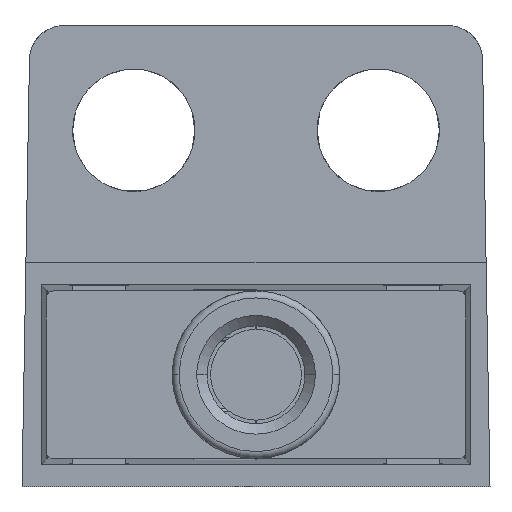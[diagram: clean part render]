
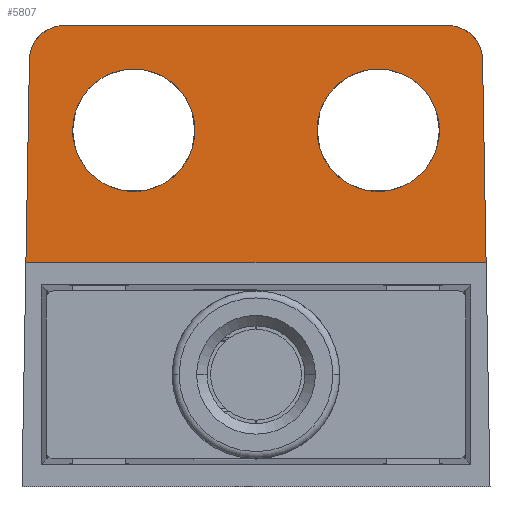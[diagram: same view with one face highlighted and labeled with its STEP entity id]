
A CAD part, front view. The second image highlights one B-rep face of the part: STEP entity #5807.
In plain terms, the highlighted planar face has unit normal (0, -1, 0.018).
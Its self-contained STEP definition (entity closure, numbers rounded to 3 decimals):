
#3450=DIRECTION('',(-0.017,-0.017,-1.));
#3451=VECTOR('',#3450,5.819);
#3452=CARTESIAN_POINT('',(-6.487,-14.298,
9.017));
#3453=LINE('',#3452,#3451);
#3482=CARTESIAN_POINT('',(-5.487,-14.281,10.));
#3483=CARTESIAN_POINT('',(-5.651,-14.281,10.));
#3484=CARTESIAN_POINT('',(-5.909,-14.283,
9.93));
#3485=CARTESIAN_POINT('',(-6.202,-14.286,
9.728));
#3486=CARTESIAN_POINT('',(-6.409,-14.291,
9.438));
#3487=CARTESIAN_POINT('',(-6.484,-14.296,
9.181));
#3488=CARTESIAN_POINT('',(-6.487,-14.298,
9.017));
#3494=CARTESIAN_POINT('',(5.487,-14.281,10.));
#3495=CARTESIAN_POINT('',(5.651,-14.281,10.));
#3496=CARTESIAN_POINT('',(5.909,-14.283,9.93));
#3497=CARTESIAN_POINT('',(6.202,-14.286,9.728));
#3498=CARTESIAN_POINT('',(6.409,-14.291,9.438));
#3499=CARTESIAN_POINT('',(6.484,-14.296,9.181));
#3500=CARTESIAN_POINT('',(6.487,-14.298,9.017));
#3502=DIRECTION('',(0.017,-0.017,-1.));
#3503=VECTOR('',#3502,5.819);
#3504=CARTESIAN_POINT('',(6.487,-14.298,9.017));
#3505=LINE('',#3504,#3503);
#3506=DIRECTION('',(-1.,0.,0.));
#3507=VECTOR('',#3506,13.177);
#3508=CARTESIAN_POINT('',(6.588,-14.4,3.2));
#3509=LINE('',#3508,#3507);
#3510=CARTESIAN_POINT('',(1.749,-14.334,7.));
#3511=CARTESIAN_POINT('',(1.749,-14.337,6.794));
#3512=CARTESIAN_POINT('',(1.824,-14.345,6.348));
#3513=CARTESIAN_POINT('',(2.225,-14.356,5.725));
#3514=CARTESIAN_POINT('',(2.743,-14.362,5.391));
#3515=CARTESIAN_POINT('',(3.184,-14.364,5.268));
#3516=CARTESIAN_POINT('',(3.5,-14.364,5.24));
#3517=CARTESIAN_POINT('',(3.816,-14.364,5.268));
#3518=CARTESIAN_POINT('',(4.257,-14.362,5.391));
#3519=CARTESIAN_POINT('',(4.775,-14.356,5.725));
#3520=CARTESIAN_POINT('',(5.176,-14.345,6.348));
#3521=CARTESIAN_POINT('',(5.251,-14.337,6.794));
#3522=CARTESIAN_POINT('',(5.251,-14.334,7.));
#4838=DIRECTION('',(-1.,0.,0.));
#4839=VECTOR('',#4838,10.974);
#4840=CARTESIAN_POINT('',(5.487,-14.281,10.));
#4841=LINE('',#4840,#4839);
#4850=CARTESIAN_POINT('',(1.749,-14.334,7.));
#4851=CARTESIAN_POINT('',(1.749,-14.33,7.206));
#4852=CARTESIAN_POINT('',(1.823,-14.322,7.652));
#4853=CARTESIAN_POINT('',(2.225,-14.311,8.276));
#4854=CARTESIAN_POINT('',(2.743,-14.306,8.61));
#4855=CARTESIAN_POINT('',(3.184,-14.303,8.733));
#4856=CARTESIAN_POINT('',(3.5,-14.303,8.761));
#4857=CARTESIAN_POINT('',(3.816,-14.303,8.733));
#4858=CARTESIAN_POINT('',(4.257,-14.306,8.61));
#4859=CARTESIAN_POINT('',(4.775,-14.311,8.276));
#4860=CARTESIAN_POINT('',(5.177,-14.322,7.652));
#4861=CARTESIAN_POINT('',(5.251,-14.33,7.206));
#4862=CARTESIAN_POINT('',(5.251,-14.334,7.));
#4880=CARTESIAN_POINT('',(-1.749,-14.334,7.));
#4881=CARTESIAN_POINT('',(-1.749,-14.337,
6.794));
#4882=CARTESIAN_POINT('',(-1.824,-14.345,
6.348));
#4883=CARTESIAN_POINT('',(-2.225,-14.356,
5.725));
#4884=CARTESIAN_POINT('',(-2.743,-14.362,
5.391));
#4885=CARTESIAN_POINT('',(-3.184,-14.364,
5.268));
#4886=CARTESIAN_POINT('',(-3.5,-14.364,5.24));
#4887=CARTESIAN_POINT('',(-3.816,-14.364,
5.268));
#4888=CARTESIAN_POINT('',(-4.257,-14.362,
5.391));
#4889=CARTESIAN_POINT('',(-4.775,-14.356,
5.725));
#4890=CARTESIAN_POINT('',(-5.176,-14.345,
6.348));
#4891=CARTESIAN_POINT('',(-5.251,-14.337,
6.794));
#4892=CARTESIAN_POINT('',(-5.251,-14.334,7.));
#4894=CARTESIAN_POINT('',(-5.251,-14.334,7.));
#4895=CARTESIAN_POINT('',(-5.251,-14.33,
7.206));
#4896=CARTESIAN_POINT('',(-5.177,-14.322,
7.652));
#4897=CARTESIAN_POINT('',(-4.775,-14.311,
8.276));
#4898=CARTESIAN_POINT('',(-4.257,-14.306,
8.61));
#4899=CARTESIAN_POINT('',(-3.816,-14.303,
8.733));
#4900=CARTESIAN_POINT('',(-3.5,-14.303,8.761));
#4901=CARTESIAN_POINT('',(-3.184,-14.303,
8.733));
#4902=CARTESIAN_POINT('',(-2.743,-14.306,
8.61));
#4903=CARTESIAN_POINT('',(-2.225,-14.311,
8.276));
#4904=CARTESIAN_POINT('',(-1.823,-14.322,
7.652));
#4905=CARTESIAN_POINT('',(-1.749,-14.33,
7.206));
#4906=CARTESIAN_POINT('',(-1.749,-14.334,7.));
#5186=CARTESIAN_POINT('',(6.588,-14.4,3.2));
#5188=VERTEX_POINT('',#5186);
#5191=CARTESIAN_POINT('',(-6.588,-14.4,3.2));
#5192=VERTEX_POINT('',#5191);
#5348=CARTESIAN_POINT('',(6.487,-14.298,9.017));
#5350=VERTEX_POINT('',#5348);
#5381=VERTEX_POINT('',#3510);
#5382=VERTEX_POINT('',#3522);
#5385=VERTEX_POINT('',#3494);
#5386=VERTEX_POINT('',#3482);
#5387=VERTEX_POINT('',#3488);
#5390=VERTEX_POINT('',#4880);
#5391=VERTEX_POINT('',#4892);
#5780=CARTESIAN_POINT('',(0.,-14.341,6.6));
#5781=DIRECTION('',(0.,1.,-0.017));
#5782=DIRECTION('',(-1.,0.,0.));
#5783=AXIS2_PLACEMENT_3D('',#5780,#5781,#5782);
#5784=PLANE('',#5783);
#5785=ORIENTED_EDGE('',*,*,#5500,.T.);
#5786=ORIENTED_EDGE('',*,*,#5487,.T.);
#5788=ORIENTED_EDGE('',*,*,#5787,.T.);
#5789=ORIENTED_EDGE('',*,*,#5744,.F.);
#5790=ORIENTED_EDGE('',*,*,#5771,.F.);
#5792=ORIENTED_EDGE('',*,*,#5791,.F.);
#5793=EDGE_LOOP('',(#5785,#5786,#5788,#5789,#5790,#5792));
#5794=FACE_OUTER_BOUND('',#5793,.F.);
#5796=ORIENTED_EDGE('',*,*,#5795,.T.);
#5798=ORIENTED_EDGE('',*,*,#5797,.F.);
#5799=EDGE_LOOP('',(#5796,#5798));
#5800=FACE_BOUND('',#5799,.F.);
#5802=ORIENTED_EDGE('',*,*,#5801,.F.);
#5804=ORIENTED_EDGE('',*,*,#5803,.F.);
#5805=EDGE_LOOP('',(#5802,#5804));
#5806=FACE_BOUND('',#5805,.F.);
#5807=ADVANCED_FACE('',(#5794,#5800,#5806),#5784,.F.);
#3489=B_SPLINE_CURVE_WITH_KNOTS('',3,(#3482,#3483,#3484,#3485,#3486,#3487,
#3488),.UNSPECIFIED.,.F.,.F.,(4,1,1,1,4),(0.,0.25,0.5,0.75,1.),
.UNSPECIFIED.);
#3501=B_SPLINE_CURVE_WITH_KNOTS('',3,(#3494,#3495,#3496,#3497,#3498,#3499,
#3500),.UNSPECIFIED.,.F.,.F.,(4,1,1,1,4),(0.,0.25,0.5,0.75,1.),
.UNSPECIFIED.);
#3523=B_SPLINE_CURVE_WITH_KNOTS('',3,(#3510,#3511,#3512,#3513,#3514,#3515,#3516,
#3517,#3518,#3519,#3520,#3521,#3522),.UNSPECIFIED.,.F.,.F.,(4,1,1,1,1,1,1,1,1,1,
4),(0.,0.125,0.25,0.375,0.438,0.5,0.563,0.625,0.75,0.875,
1.),.UNSPECIFIED.);
#4863=B_SPLINE_CURVE_WITH_KNOTS('',3,(#4850,#4851,#4852,#4853,#4854,#4855,#4856,
#4857,#4858,#4859,#4860,#4861,#4862),.UNSPECIFIED.,.F.,.F.,(4,1,1,1,1,1,1,1,1,1,
4),(0.,0.125,0.25,0.375,0.438,0.5,0.563,0.625,0.75,0.875,
1.),.UNSPECIFIED.);
#4893=B_SPLINE_CURVE_WITH_KNOTS('',3,(#4880,#4881,#4882,#4883,#4884,#4885,#4886,
#4887,#4888,#4889,#4890,#4891,#4892),.UNSPECIFIED.,.F.,.F.,(4,1,1,1,1,1,1,1,1,1,
4),(0.,0.125,0.25,0.375,0.438,0.5,0.563,0.625,0.75,0.875,
1.),.UNSPECIFIED.);
#4907=B_SPLINE_CURVE_WITH_KNOTS('',3,(#4894,#4895,#4896,#4897,#4898,#4899,#4900,
#4901,#4902,#4903,#4904,#4905,#4906),.UNSPECIFIED.,.F.,.F.,(4,1,1,1,1,1,1,1,1,1,
4),(0.,0.125,0.25,0.375,0.438,0.5,0.563,0.625,0.75,0.875,
1.),.UNSPECIFIED.);
#5487=EDGE_CURVE('',#5350,#5188,#3505,.T.);
#5500=EDGE_CURVE('',#5385,#5350,#3501,.T.);
#5744=EDGE_CURVE('',#5387,#5192,#3453,.T.);
#5771=EDGE_CURVE('',#5386,#5387,#3489,.T.);
#5787=EDGE_CURVE('',#5188,#5192,#3509,.T.);
#5791=EDGE_CURVE('',#5385,#5386,#4841,.T.);
#5795=EDGE_CURVE('',#5381,#5382,#3523,.T.);
#5797=EDGE_CURVE('',#5381,#5382,#4863,.T.);
#5801=EDGE_CURVE('',#5390,#5391,#4893,.T.);
#5803=EDGE_CURVE('',#5391,#5390,#4907,.T.);
